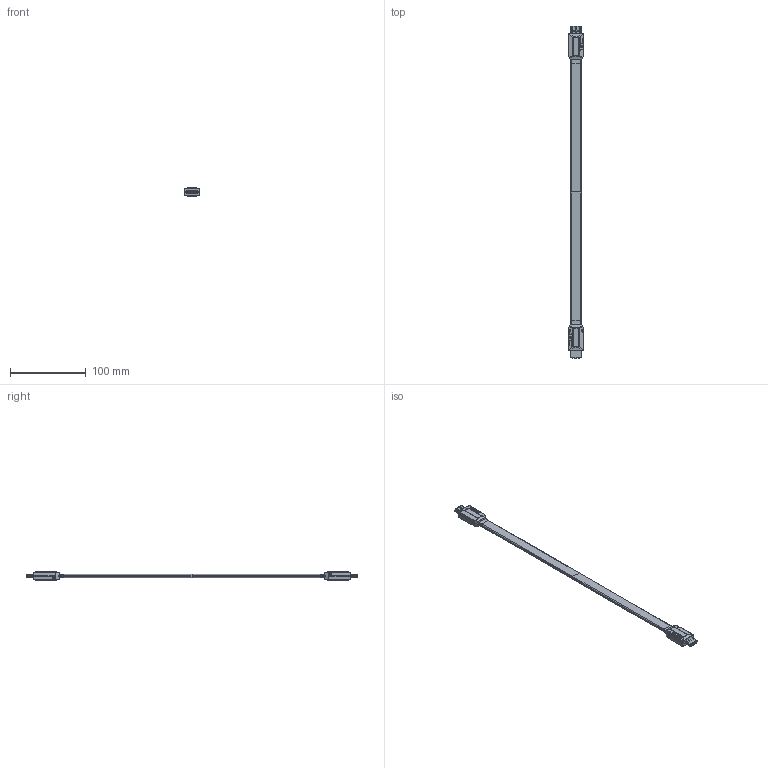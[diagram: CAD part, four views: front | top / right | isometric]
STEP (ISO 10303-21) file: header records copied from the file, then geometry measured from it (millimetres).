
FILE_DESCRIPTION (( 'STEP AP214' ), '1' );
FILE_NAME ('HDMIFLATMM_3D.STEP', '2022-08-08T19:56:35', ( '' ), ( '' ), 'SwSTEP 2.0', 'SolidWorks 2021', '' );
FILE_SCHEMA (( 'AUTOMOTIVE_DESIGN' ));
Length unit declared in the file: inch
Products named in the file (7): HD20FLAT-MM-01; HD20FLAT-MM_SKEL; HD20FLAT-MM_ASM; 6001-4BL; HD20FLAT-MM-01B; HDMIFLATMM_3D; 5001-6DA-3_3
Assembly tree (8 placements, depth 3):
  HDMIFLATMM_3D
    HD20FLAT-MM_ASM  x2
      HD20FLAT-MM_SKEL
      HD20FLAT-MM-01
      HD20FLAT-MM-01B
      5001-6DA-3_3
      6001-4BL
Bounding box: 20.5 x 438.39 x 11.2 mm (x, y, z)
Volume: 63493 mm3; surface area: 32369.8 mm2
Topology: 16 solids, 54 shells, 3480 faces, 9102 edges, 5822 vertices
Faces by surface type: plane 1568, cylinder 1280, bspline 614, cone 18
Entity records: 67377 total; most frequent: CARTESIAN_POINT 24998, ORIENTED_EDGE 8462, DIRECTION 5881, EDGE_CURVE 4231, VERTEX_POINT 2722, LINE 2287, VECTOR 2287, AXIS2_PLACEMENT_3D 1797
